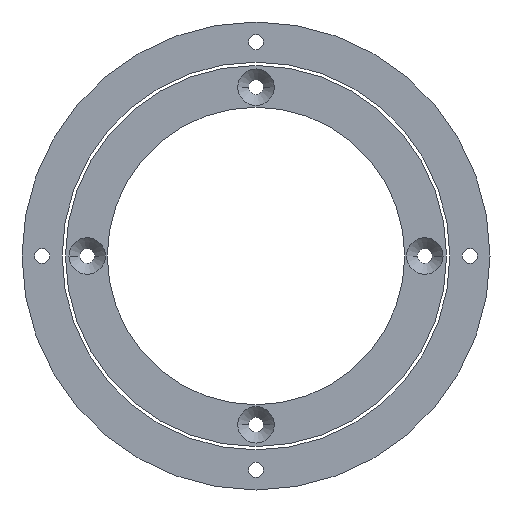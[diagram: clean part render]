
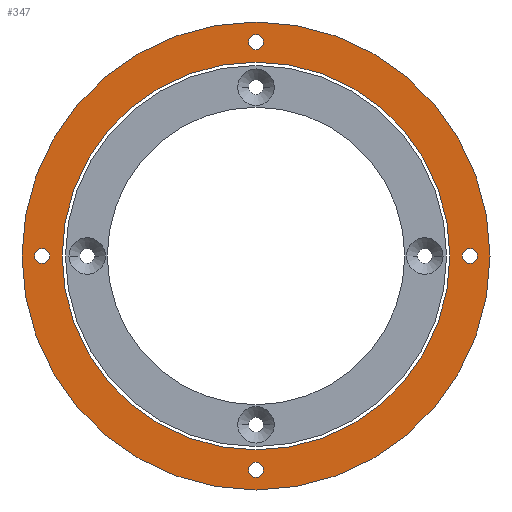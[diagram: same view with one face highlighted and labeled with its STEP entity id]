
A CAD part, front view. The second image highlights one B-rep face of the part: STEP entity #347.
In plain terms, the highlighted planar face has unit normal (0, -1, 0).
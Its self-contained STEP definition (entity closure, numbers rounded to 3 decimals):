
#2=CARTESIAN_POINT('',(0.,0.,0.));
#3=DIRECTION('',(0.,1.,0.));
#4=DIRECTION('',(1.,0.,0.));
#5=AXIS2_PLACEMENT_3D('',#2,#3,#4);
#7=CARTESIAN_POINT('',(0.,0.,0.));
#8=DIRECTION('',(0.,1.,0.));
#9=DIRECTION('',(-1.,0.,0.));
#10=AXIS2_PLACEMENT_3D('',#7,#8,#9);
#12=CARTESIAN_POINT('',(-64.,0.,0.));
#13=DIRECTION('',(0.,1.,0.));
#14=DIRECTION('',(1.,0.,0.));
#15=AXIS2_PLACEMENT_3D('',#12,#13,#14);
#17=CARTESIAN_POINT('',(-64.,0.,0.));
#18=DIRECTION('',(0.,1.,0.));
#19=DIRECTION('',(-1.,0.,0.));
#20=AXIS2_PLACEMENT_3D('',#17,#18,#19);
#22=CARTESIAN_POINT('',(0.,0.,-64.));
#23=DIRECTION('',(0.,1.,0.));
#24=DIRECTION('',(1.,0.,0.));
#25=AXIS2_PLACEMENT_3D('',#22,#23,#24);
#27=CARTESIAN_POINT('',(0.,0.,-64.));
#28=DIRECTION('',(0.,1.,0.));
#29=DIRECTION('',(-1.,0.,0.));
#30=AXIS2_PLACEMENT_3D('',#27,#28,#29);
#32=CARTESIAN_POINT('',(64.,0.,0.));
#33=DIRECTION('',(0.,1.,0.));
#34=DIRECTION('',(1.,0.,0.));
#35=AXIS2_PLACEMENT_3D('',#32,#33,#34);
#37=CARTESIAN_POINT('',(64.,0.,0.));
#38=DIRECTION('',(0.,1.,0.));
#39=DIRECTION('',(-1.,0.,0.));
#40=AXIS2_PLACEMENT_3D('',#37,#38,#39);
#42=CARTESIAN_POINT('',(0.,0.,64.));
#43=DIRECTION('',(0.,1.,0.));
#44=DIRECTION('',(1.,0.,0.));
#45=AXIS2_PLACEMENT_3D('',#42,#43,#44);
#47=CARTESIAN_POINT('',(0.,0.,64.));
#48=DIRECTION('',(0.,1.,0.));
#49=DIRECTION('',(-1.,0.,0.));
#50=AXIS2_PLACEMENT_3D('',#47,#48,#49);
#52=CARTESIAN_POINT('',(0.,0.,0.));
#53=DIRECTION('',(0.,1.,0.));
#54=DIRECTION('',(1.,0.,0.));
#55=AXIS2_PLACEMENT_3D('',#52,#53,#54);
#57=CARTESIAN_POINT('',(0.,0.,0.));
#58=DIRECTION('',(0.,1.,0.));
#59=DIRECTION('',(-1.,0.,0.));
#60=AXIS2_PLACEMENT_3D('',#57,#58,#59);
#242=CARTESIAN_POINT('',(70.,0.,0.));
#243=CARTESIAN_POINT('',(-70.,0.,0.));
#244=VERTEX_POINT('',#242);
#245=VERTEX_POINT('',#243);
#250=CARTESIAN_POINT('',(-61.75,0.,0.));
#251=CARTESIAN_POINT('',(-66.25,0.,0.));
#252=VERTEX_POINT('',#250);
#253=VERTEX_POINT('',#251);
#254=CARTESIAN_POINT('',(2.25,0.,-64.));
#255=CARTESIAN_POINT('',(-2.25,0.,-64.));
#256=VERTEX_POINT('',#254);
#257=VERTEX_POINT('',#255);
#258=CARTESIAN_POINT('',(66.25,0.,0.));
#259=CARTESIAN_POINT('',(61.75,0.,0.));
#260=VERTEX_POINT('',#258);
#261=VERTEX_POINT('',#259);
#262=CARTESIAN_POINT('',(2.25,0.,64.));
#263=CARTESIAN_POINT('',(-2.25,0.,64.));
#264=VERTEX_POINT('',#262);
#265=VERTEX_POINT('',#263);
#266=CARTESIAN_POINT('',(58.,0.,0.));
#267=CARTESIAN_POINT('',(-58.,0.,0.));
#268=VERTEX_POINT('',#266);
#269=VERTEX_POINT('',#267);
#306=CARTESIAN_POINT('',(0.,0.,0.));
#307=DIRECTION('',(0.,1.,0.));
#308=DIRECTION('',(1.,0.,0.));
#309=AXIS2_PLACEMENT_3D('',#306,#307,#308);
#310=PLANE('',#309);
#312=ORIENTED_EDGE('',*,*,#311,.T.);
#314=ORIENTED_EDGE('',*,*,#313,.T.);
#315=EDGE_LOOP('',(#312,#314));
#316=FACE_OUTER_BOUND('',#315,.F.);
#318=ORIENTED_EDGE('',*,*,#317,.F.);
#320=ORIENTED_EDGE('',*,*,#319,.F.);
#321=EDGE_LOOP('',(#318,#320));
#322=FACE_BOUND('',#321,.F.);
#324=ORIENTED_EDGE('',*,*,#323,.F.);
#326=ORIENTED_EDGE('',*,*,#325,.F.);
#327=EDGE_LOOP('',(#324,#326));
#328=FACE_BOUND('',#327,.F.);
#330=ORIENTED_EDGE('',*,*,#329,.F.);
#332=ORIENTED_EDGE('',*,*,#331,.F.);
#333=EDGE_LOOP('',(#330,#332));
#334=FACE_BOUND('',#333,.F.);
#336=ORIENTED_EDGE('',*,*,#335,.F.);
#338=ORIENTED_EDGE('',*,*,#337,.F.);
#339=EDGE_LOOP('',(#336,#338));
#340=FACE_BOUND('',#339,.F.);
#342=ORIENTED_EDGE('',*,*,#341,.F.);
#344=ORIENTED_EDGE('',*,*,#343,.F.);
#345=EDGE_LOOP('',(#342,#344));
#346=FACE_BOUND('',#345,.F.);
#347=ADVANCED_FACE('',(#316,#322,#328,#334,#340,#346),#310,.F.);
#6=CIRCLE('',#5,70.);
#11=CIRCLE('',#10,70.);
#16=CIRCLE('',#15,2.25);
#21=CIRCLE('',#20,2.25);
#26=CIRCLE('',#25,2.25);
#31=CIRCLE('',#30,2.25);
#36=CIRCLE('',#35,2.25);
#41=CIRCLE('',#40,2.25);
#46=CIRCLE('',#45,2.25);
#51=CIRCLE('',#50,2.25);
#56=CIRCLE('',#55,58.);
#61=CIRCLE('',#60,58.);
#311=EDGE_CURVE('',#244,#245,#6,.T.);
#313=EDGE_CURVE('',#245,#244,#11,.T.);
#317=EDGE_CURVE('',#252,#253,#16,.T.);
#319=EDGE_CURVE('',#253,#252,#21,.T.);
#323=EDGE_CURVE('',#256,#257,#26,.T.);
#325=EDGE_CURVE('',#257,#256,#31,.T.);
#329=EDGE_CURVE('',#260,#261,#36,.T.);
#331=EDGE_CURVE('',#261,#260,#41,.T.);
#335=EDGE_CURVE('',#264,#265,#46,.T.);
#337=EDGE_CURVE('',#265,#264,#51,.T.);
#341=EDGE_CURVE('',#268,#269,#56,.T.);
#343=EDGE_CURVE('',#269,#268,#61,.T.);
